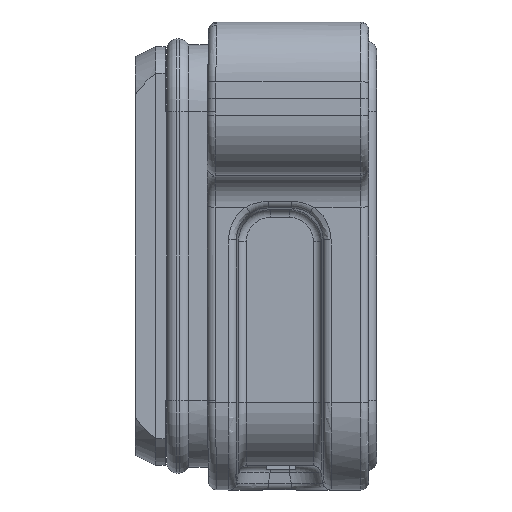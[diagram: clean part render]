
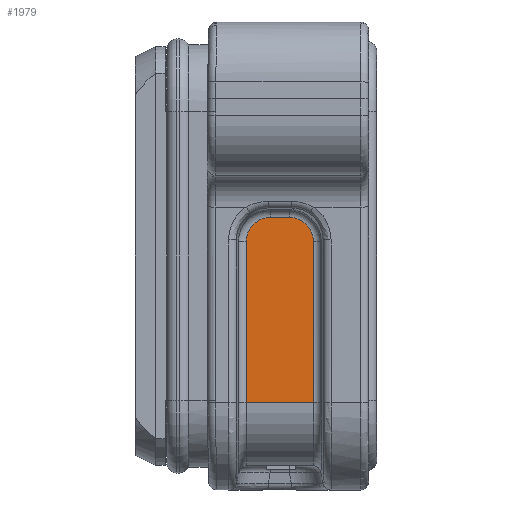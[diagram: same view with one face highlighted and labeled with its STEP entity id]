
A CAD part, left-side view. The second image highlights one B-rep face of the part: STEP entity #1979.
In plain terms, the highlighted planar face has unit normal (-1, 0, -0.018).
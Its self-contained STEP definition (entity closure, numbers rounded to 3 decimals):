
#1979=ADVANCED_FACE('NONE',(#3202),#2428,.F.);
#2428=PLANE('',#15725);
#3202=FACE_OUTER_BOUND('',#4115,.T.);
#4115=EDGE_LOOP('',(#9870,#9871,#9872,#9873,#9874,#9875));
#5096=LINE('',#26991,#6075);
#5097=LINE('',#27010,#6076);
#5126=LINE('',#27922,#6105);
#5127=LINE('',#27926,#6106);
#6075=VECTOR('',#18581,1.);
#6076=VECTOR('',#18586,1.);
#6105=VECTOR('',#18815,1.);
#6106=VECTOR('',#18820,1.);
#9870=ORIENTED_EDGE('',*,*,#13656,.T.);
#9871=ORIENTED_EDGE('',*,*,#13653,.T.);
#9872=ORIENTED_EDGE('',*,*,#13798,.T.);
#9873=ORIENTED_EDGE('',*,*,#13800,.F.);
#9874=ORIENTED_EDGE('',*,*,#13660,.T.);
#9875=ORIENTED_EDGE('',*,*,#13658,.T.);
#11684=VERTEX_POINT('',#26980);
#11685=VERTEX_POINT('',#26981);
#11686=VERTEX_POINT('',#26992);
#11687=VERTEX_POINT('',#27004);
#11688=VERTEX_POINT('',#27011);
#11739=VERTEX_POINT('',#27923);
#13653=EDGE_CURVE('NONE',#11684,#11685,#14618,.T.);
#13656=EDGE_CURVE('NONE',#11686,#11684,#5096,.T.);
#13658=EDGE_CURVE('NONE',#11687,#11686,#14622,.T.);
#13660=EDGE_CURVE('NONE',#11688,#11687,#5097,.T.);
#13798=EDGE_CURVE('NONE',#11685,#11739,#5126,.T.);
#13800=EDGE_CURVE('NONE',#11688,#11739,#5127,.T.);
#14618=B_SPLINE_CURVE_WITH_KNOTS('',3,(#26974,#26975,#26976,#26977,#26978,
#26979),.UNSPECIFIED.,.F.,.F.,(4,2,4),(0.,0.5,1.),.UNSPECIFIED.);
#14622=B_SPLINE_CURVE_WITH_KNOTS('',3,(#26998,#26999,#27000,#27001,#27002,
#27003),.UNSPECIFIED.,.F.,.F.,(4,2,4),(0.,0.5,1.),.UNSPECIFIED.);
#15725=AXIS2_PLACEMENT_3D('',#27927,#18821,#18822);
#18581=DIRECTION('',(0.,1.,0.));
#18586=DIRECTION('',(-0.017,0.,1.));
#18815=DIRECTION('',(0.017,0.,-1.));
#18820=DIRECTION('',(0.,1.,0.));
#18821=DIRECTION('',(1.,0.,0.017));
#18822=DIRECTION('',(0.017,0.,-1.));
#26974=CARTESIAN_POINT('',(-51.683,92.194,4.775));
#26975=CARTESIAN_POINT('',(-51.683,92.985,4.774));
#26976=CARTESIAN_POINT('',(-51.678,93.736,4.469));
#26977=CARTESIAN_POINT('',(-51.658,94.846,3.358));
#26978=CARTESIAN_POINT('',(-51.645,95.151,2.608));
#26979=CARTESIAN_POINT('',(-51.631,95.153,1.817));
#26980=CARTESIAN_POINT('',(-51.683,92.194,4.775));
#26981=CARTESIAN_POINT('',(-51.631,95.153,1.817));
#26991=CARTESIAN_POINT('',(-51.683,89.185,4.775));
#26992=CARTESIAN_POINT('',(-51.683,89.806,4.775));
#26998=CARTESIAN_POINT('',(-51.631,86.847,1.817));
#26999=CARTESIAN_POINT('',(-51.645,86.849,2.608));
#27000=CARTESIAN_POINT('',(-51.658,87.154,3.358));
#27001=CARTESIAN_POINT('',(-51.678,88.264,4.469));
#27002=CARTESIAN_POINT('',(-51.683,89.015,4.774));
#27003=CARTESIAN_POINT('',(-51.683,89.806,4.775));
#27004=CARTESIAN_POINT('',(-51.631,86.847,1.817));
#27010=CARTESIAN_POINT('',(-51.279,86.847,-18.371));
#27011=CARTESIAN_POINT('',(-51.283,86.847,-18.14));
#27922=CARTESIAN_POINT('',(-51.642,95.153,2.448));
#27923=CARTESIAN_POINT('',(-51.283,95.153,-18.14));
#27926=CARTESIAN_POINT('',(-51.283,86.,-18.14));
#27927=CARTESIAN_POINT('',(-51.283,86.,-18.14));
